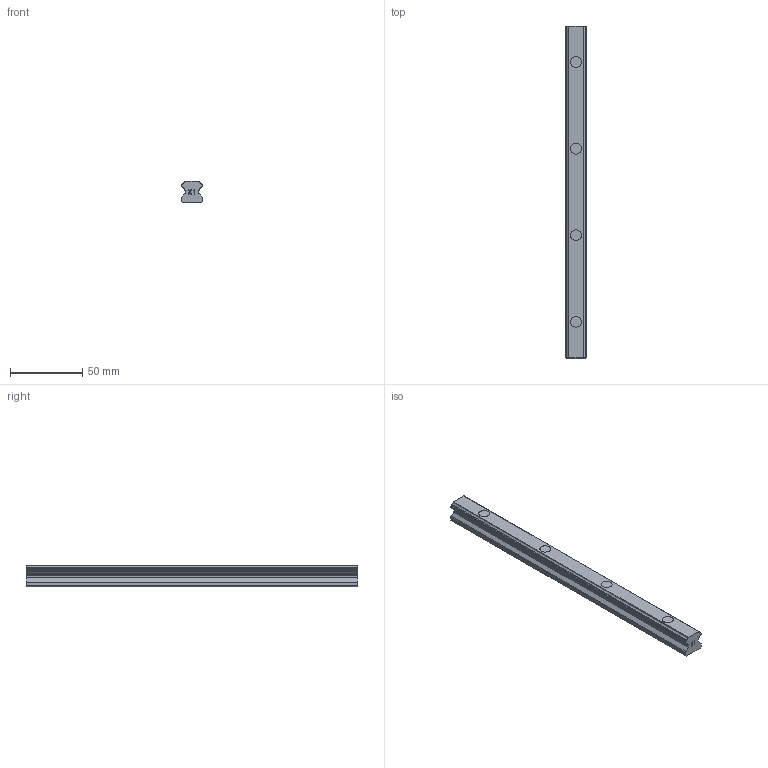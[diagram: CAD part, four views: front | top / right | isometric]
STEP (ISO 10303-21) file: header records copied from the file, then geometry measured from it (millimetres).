
FILE_DESCRIPTION(('STEP AP214'),'1');
FILE_NAME('cctmp_0707FDFC-9275-4350-AE52-2161E4C0E8F0_2020_5_5_12_36_18_540..stp','2020-05-05T10:36:18',('HIWIN GmbH'),('CADClick - www.CADClick.com'),'Spatial InterOp 3D',' ','unknown authorization');
FILE_SCHEMA(('AUTOMOTIVE_DESIGN'));
Length unit declared in the file: millimetre
Products named in the file (1): HGR15R230H_FILE
Bounding box: 15 x 230 x 15 mm (x, y, z)
Volume: 42197.3 mm3; surface area: 15713.5 mm2
Topology: 1 solids, 1 shells, 151 faces, 399 edges, 266 vertices
Faces by surface type: plane 101, cylinder 50
Entity records: 5905 total; most frequent: CARTESIAN_POINT 817, DIRECTION 803, ORIENTED_EDGE 798, EDGE_CURVE 399, LINE 299, VECTOR 299, VERTEX_POINT 266, AXIS2_PLACEMENT_3D 252
